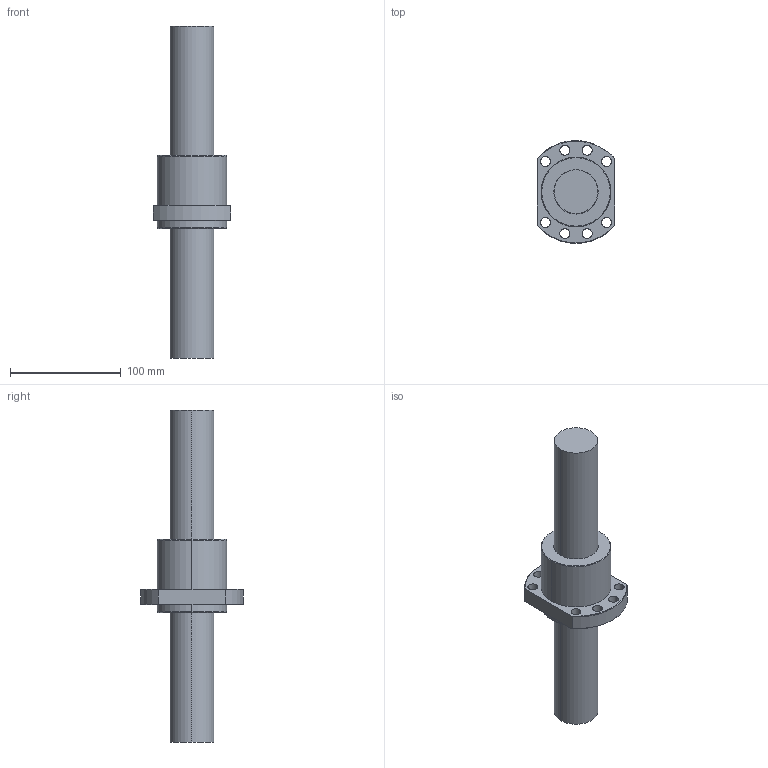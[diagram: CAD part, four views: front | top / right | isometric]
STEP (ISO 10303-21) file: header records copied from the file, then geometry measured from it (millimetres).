
FILE_DESCRIPTION (( 'STEP AP203' ), '1' );
FILE_NAME ('SDK4005.STEP', '2014-07-02T02:59:21', ( 'woni' ), ( '' ), 'SwSTEP 2.0', 'SolidWorks 2013', '' );
FILE_SCHEMA (( 'CONFIG_CONTROL_DESIGN' ));
Length unit declared in the file: millimetre
Products named in the file (3): RM4005; SDK4005
Assembly tree (2 placements, depth 2):
  SDK4005
    RM4005
    SDK4005
Bounding box: 70 x 93 x 300 mm (x, y, z)
Volume: 522218.8 mm3; surface area: 73788.4 mm2
Topology: 2 solids, 2 shells, 52 faces, 130 edges, 84 vertices
Faces by surface type: cylinder 31, cone 12, plane 9
Entity records: 1983 total; most frequent: CARTESIAN_POINT 357, DIRECTION 300, ORIENTED_EDGE 260, EDGE_CURVE 130, AXIS2_PLACEMENT_3D 127, VERTEX_POINT 84, EDGE_LOOP 74, CIRCLE 70
